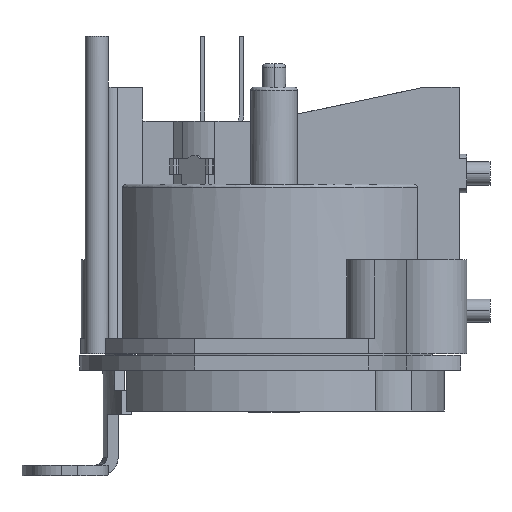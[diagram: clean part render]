
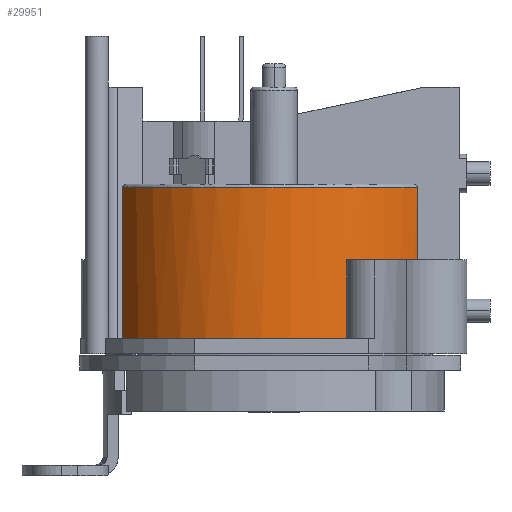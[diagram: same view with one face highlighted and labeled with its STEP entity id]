
A CAD part, left-side view. The second image highlights one B-rep face of the part: STEP entity #29951.
In plain terms, the highlighted cylindrical face has radius 11 mm (diameter 22 mm), a partial arc.
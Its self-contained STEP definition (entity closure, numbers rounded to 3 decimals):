
#18509=CARTESIAN_POINT('',(0.,0.,-9.8));
#18510=DIRECTION('',(0.,0.,-1.));
#18511=DIRECTION('',(-0.536,-0.844,0.));
#18512=AXIS2_PLACEMENT_3D('',#18509,#18510,#18511);
#18530=CARTESIAN_POINT('',(0.,0.,-9.8));
#18531=DIRECTION('',(0.,0.,-1.));
#18532=DIRECTION('',(-0.999,0.048,0.));
#18533=AXIS2_PLACEMENT_3D('',#18530,#18531,#18532);
#18535=DIRECTION('',(0.,0.,1.));
#18536=VECTOR('',#18535,9.8);
#18537=CARTESIAN_POINT('',(-5.,9.798,-19.6));
#18538=LINE('',#18537,#18536);
#18539=DIRECTION('',(0.,0.,1.));
#18540=VECTOR('',#18539,5.1);
#18541=CARTESIAN_POINT('',(-6.207,-9.082,-19.6));
#18542=LINE('',#18541,#18540);
#18543=DIRECTION('',(0.,0.,-1.));
#18544=VECTOR('',#18543,9.8);
#18545=CARTESIAN_POINT('',(-5.9,-9.284,-9.8));
#18546=LINE('',#18545,#18544);
#19066=CARTESIAN_POINT('',(0.,0.,-19.6));
#19067=DIRECTION('',(0.,0.,-1.));
#19068=DIRECTION('',(-0.536,-0.844,0.));
#19069=AXIS2_PLACEMENT_3D('',#19066,#19067,#19068);
#24635=CARTESIAN_POINT('',(0.,0.,-19.6));
#24636=DIRECTION('',(0.,0.,-1.));
#24637=DIRECTION('',(-0.903,-0.429,0.));
#24638=AXIS2_PLACEMENT_3D('',#24635,#24636,#24637);
#24663=CARTESIAN_POINT('',(0.,0.,-14.5));
#24664=DIRECTION('',(0.,0.,-1.));
#24665=DIRECTION('',(-0.564,-0.826,0.));
#24666=AXIS2_PLACEMENT_3D('',#24663,#24664,#24665);
#24713=DIRECTION('',(0.,0.,1.));
#24714=VECTOR('',#24713,5.1);
#24715=CARTESIAN_POINT('',(-9.934,-4.724,-19.6));
#24716=LINE('',#24715,#24714);
#26767=CARTESIAN_POINT('',(-6.207,-9.082,-14.5));
#26768=CARTESIAN_POINT('',(-9.934,-4.724,-14.5));
#26769=VERTEX_POINT('',#26767);
#26770=VERTEX_POINT('',#26768);
#27176=CARTESIAN_POINT('',(-5.,9.798,-19.6));
#27177=VERTEX_POINT('',#27176);
#27178=CARTESIAN_POINT('',(-9.934,-4.724,-19.6));
#27179=VERTEX_POINT('',#27178);
#27204=CARTESIAN_POINT('',(-6.207,-9.082,-19.6));
#27205=VERTEX_POINT('',#27204);
#27206=CARTESIAN_POINT('',(-5.9,-9.284,-19.6));
#27207=VERTEX_POINT('',#27206);
#27256=CARTESIAN_POINT('',(-10.987,0.53,-9.8));
#27257=CARTESIAN_POINT('',(-5.,9.798,-9.8));
#27258=VERTEX_POINT('',#27256);
#27259=VERTEX_POINT('',#27257);
#27260=CARTESIAN_POINT('',(-5.9,-9.284,-9.8));
#27261=VERTEX_POINT('',#27260);
#29928=CARTESIAN_POINT('',(0.,0.,-19.796));
#29929=DIRECTION('',(0.,0.,1.));
#29930=DIRECTION('',(0.,1.,0.));
#29931=AXIS2_PLACEMENT_3D('',#29928,#29929,#29930);
#29932=CYLINDRICAL_SURFACE('',#29931,11.);
#29933=ORIENTED_EDGE('',*,*,#29923,.T.);
#29935=ORIENTED_EDGE('',*,*,#29934,.F.);
#29937=ORIENTED_EDGE('',*,*,#29936,.F.);
#29939=ORIENTED_EDGE('',*,*,#29938,.T.);
#29941=ORIENTED_EDGE('',*,*,#29940,.F.);
#29943=ORIENTED_EDGE('',*,*,#29942,.F.);
#29945=ORIENTED_EDGE('',*,*,#29944,.F.);
#29947=ORIENTED_EDGE('',*,*,#29946,.F.);
#29948=ORIENTED_EDGE('',*,*,#29916,.T.);
#29949=EDGE_LOOP('',(#29933,#29935,#29937,#29939,#29941,#29943,#29945,#29947,
#29948));
#29950=FACE_OUTER_BOUND('',#29949,.F.);
#29951=ADVANCED_FACE('',(#29950),#29932,.F.);
#18513=CIRCLE('',#18512,11.);
#18534=CIRCLE('',#18533,11.);
#19070=CIRCLE('',#19069,11.);
#24639=CIRCLE('',#24638,11.);
#24667=CIRCLE('',#24666,11.);
#29916=EDGE_CURVE('',#27261,#27258,#18513,.T.);
#29923=EDGE_CURVE('',#27258,#27259,#18534,.T.);
#29934=EDGE_CURVE('',#27177,#27259,#18538,.T.);
#29936=EDGE_CURVE('',#27179,#27177,#24639,.T.);
#29938=EDGE_CURVE('',#27179,#26770,#24716,.T.);
#29940=EDGE_CURVE('',#26769,#26770,#24667,.T.);
#29942=EDGE_CURVE('',#27205,#26769,#18542,.T.);
#29944=EDGE_CURVE('',#27207,#27205,#19070,.T.);
#29946=EDGE_CURVE('',#27261,#27207,#18546,.T.);
